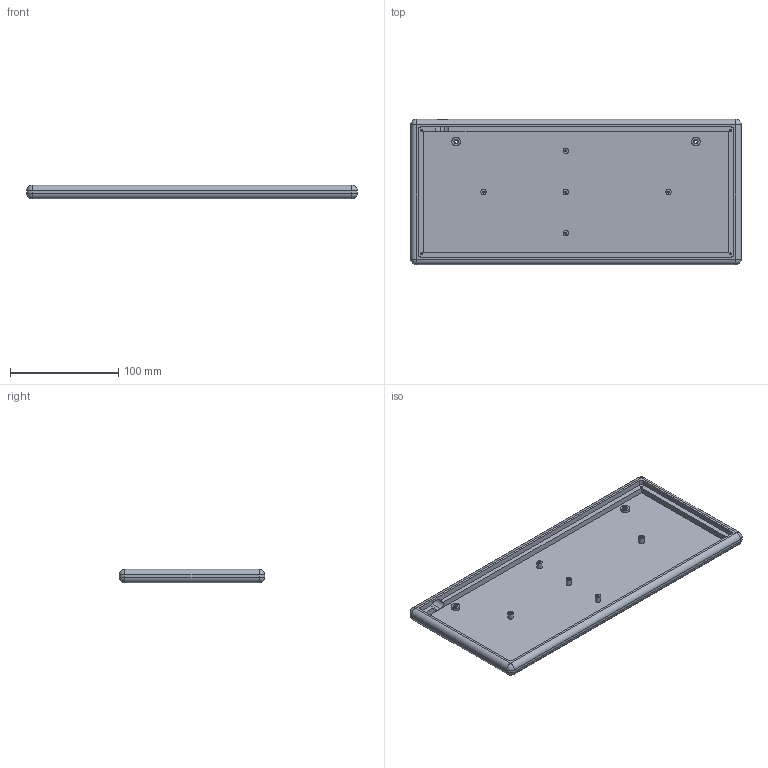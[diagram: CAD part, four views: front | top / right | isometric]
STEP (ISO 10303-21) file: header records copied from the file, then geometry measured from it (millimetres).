
FILE_DESCRIPTION(/* description */ (''),/* implementation_level */ '2;1');
FILE_NAME(/* name */ '5f35daeb0cdcdf14fcfc6b35',/* time_stamp */ '2020-08-14T00:29:32+00:00',/* author */ (''),/* organization */ (''),/* preprocessor_version */ 'ST-DEVELOPER v16.7',/* originating_system */ $,/* authorisation */ $);
FILE_SCHEMA (('AUTOMOTIVE_DESIGN {1 0 10303 214 3 1 1}'));
Length unit declared in the file: metre
Products named in the file (1): Part 29
Bounding box: 306 x 134.6 x 12.5 mm (x, y, z)
Volume: 155077.5 mm3; surface area: 99144.6 mm2
Topology: 1 solids, 1 shells, 146 faces, 386 edges, 255 vertices
Faces by surface type: cylinder 55, plane 43, bspline 22, cone 18, sphere 8
Full cylindrical faces by diameter (mm): 5 x5, 8 x6, 22 x2
Entity records: 20802 total; most frequent: CARTESIAN_POINT 17832, ORIENTED_EDGE 654, DIRECTION 546, EDGE_CURVE 327, VERTEX_POINT 235, AXIS2_PLACEMENT_3D 235, EDGE_LOOP 186, FACE_BOUND 186
